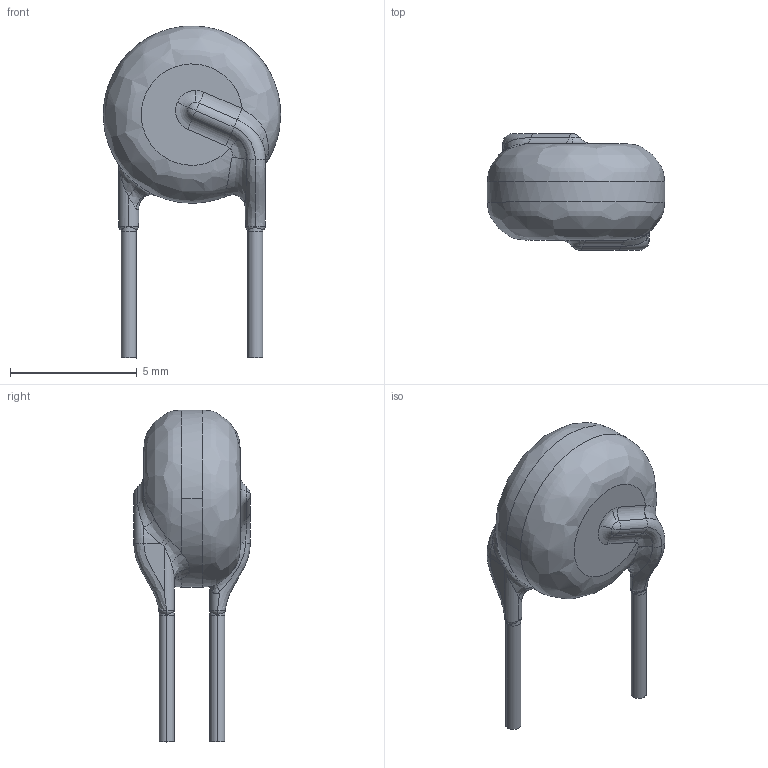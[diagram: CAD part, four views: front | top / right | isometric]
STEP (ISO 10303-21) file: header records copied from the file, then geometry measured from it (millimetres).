
FILE_DESCRIPTION (( 'STEP AP214' ), '1' );
FILE_NAME ('RES-TH_L7.0-W4.6-H10.0-P5.00-D0.6-S2.00.step', '2022-07-28T10:10:54', ( '' ), ( '' ), 'SwSTEP 2.0', 'SolidWorks 2020', '' );
FILE_SCHEMA (( 'AUTOMOTIVE_DESIGN' ));
Length unit declared in the file: millimetre
Products named in the file (1): RES-TH_L7.0-W4.6-H10.0-P5.00-D0.6-S2.00
Bounding box: 7 x 4.6 x 13.11 mm (x, y, z)
Volume: 136.8 mm3; surface area: 164.9 mm2
Topology: 1 solids, 1 shells, 303 faces, 804 edges, 518 vertices
Faces by surface type: bspline 140, plane 132, torus 14, cylinder 13, sphere 4
Entity records: 15053 total; most frequent: CARTESIAN_POINT 5168, ORIENTED_EDGE 1600, DIRECTION 916, EDGE_CURVE 800, VERTEX_POINT 518, VECTOR 432, LINE 432, EDGE_LOOP 322
